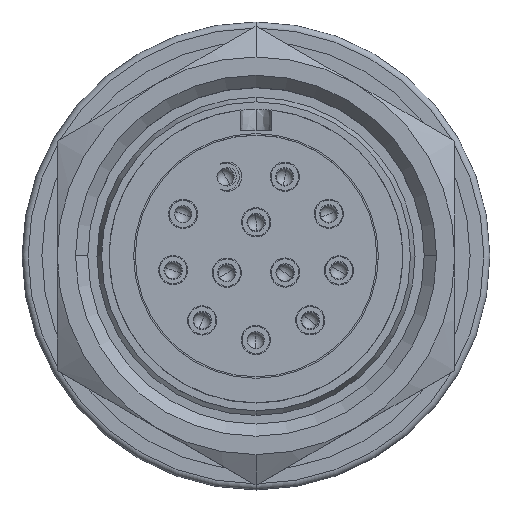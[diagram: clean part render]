
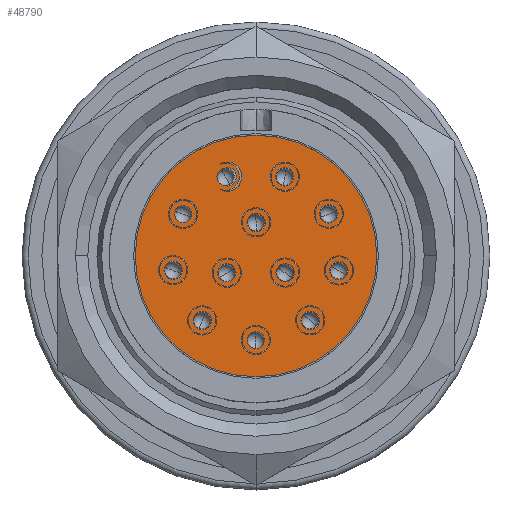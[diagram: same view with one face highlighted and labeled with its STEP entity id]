
A CAD part, top view. The second image highlights one B-rep face of the part: STEP entity #48790.
In plain terms, the highlighted planar face has unit normal (0, 0, -1).
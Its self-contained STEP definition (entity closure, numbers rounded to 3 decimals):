
#46350=CARTESIAN_POINT('',(-0.268,0.948,11.6));
#46360=VERTEX_POINT('',#46350);
#46540=CARTESIAN_POINT('',(0.252,1.248,11.6));
#46550=VERTEX_POINT('',#46540);
#46580=CARTESIAN_POINT('',(-0.008,1.098,11.6));
#46590=DIRECTION('',(0.,0.,1.));
#46600=DIRECTION('',(-0.866,-0.5,0.));
#46610=AXIS2_PLACEMENT_3D('',#46580,#46590,#46600);
#46620=CIRCLE('',#46610,0.3);
#46630=EDGE_CURVE('',#46550,#46360,#46620,.T.);
#46680=CARTESIAN_POINT('',(0.29,0.438,11.6));
#46690=DIRECTION('',(0.,0.,-1.));
#46700=DIRECTION('',(0.866,0.5,0.));
#46710=AXIS2_PLACEMENT_3D('',#46680,#46690,#46700);
#46720=PLANE('',#46710);
#46730=CARTESIAN_POINT('',(-0.009,0.,11.6
));
#46740=DIRECTION('',(0.,0.,-1.));
#46750=DIRECTION('',(0.866,0.5,0.));
#46760=AXIS2_PLACEMENT_3D('',#46730,#46740,#46750);
#46770=CIRCLE('',#46760,3.95);
#46780=CARTESIAN_POINT('',(3.412,1.975,11.6));
#46790=VERTEX_POINT('',#46780);
#46800=CARTESIAN_POINT('',(-3.43,-1.975,11.6));
#46810=VERTEX_POINT('',#46800);
#46820=EDGE_CURVE('',#46790,#46810,#46770,.T.);
#46830=ORIENTED_EDGE('',*,*,#46820,.T.);
#46840=EDGE_CURVE('',#46810,#46790,#46770,.T.);
#46850=ORIENTED_EDGE('',*,*,#46840,.T.);
#46860=EDGE_LOOP('',(#46850,#46830));
#46870=FACE_OUTER_BOUND('',#46860,.T.);
#46880=CARTESIAN_POINT('',(-0.014,-2.751,11.6));
#46890=DIRECTION('',(0.,0.,1.));
#46900=DIRECTION('',(0.017,-1.,0.));
#46910=AXIS2_PLACEMENT_3D('',#46880,#46890,#46900);
#46920=CIRCLE('',#46910,0.28);
#46930=CARTESIAN_POINT('',(-0.009,-3.031,11.6))
;
#46940=VERTEX_POINT('',#46930);
#46950=CARTESIAN_POINT('',(-0.019,-2.471,11.6));
#46960=VERTEX_POINT('',#46950);
#46970=EDGE_CURVE('',#46940,#46960,#46920,.T.);
#46980=ORIENTED_EDGE('',*,*,#46970,.T.);
#46990=CARTESIAN_POINT('',(-0.257,-2.891,11.6));
#47000=VERTEX_POINT('',#46990);
#47010=EDGE_CURVE('',#47000,#46940,#46920,.T.);
#47020=ORIENTED_EDGE('',*,*,#47010,.T.);
#47030=EDGE_CURVE('',#46960,#47000,#46920,.T.);
#47040=ORIENTED_EDGE('',*,*,#47030,.T.);
#47050=EDGE_LOOP('',(#47040,#47020,#46980));
#47060=FACE_BOUND('',#47050,.T.);
#47070=CARTESIAN_POINT('',(2.703,-0.478,11.6));
#47080=DIRECTION('',(0.,0.,1.));
#47090=DIRECTION('',(-0.866,-0.5,0.));
#47100=AXIS2_PLACEMENT_3D('',#47070,#47080,#47090);
#47110=CIRCLE('',#47100,0.3);
#47120=CARTESIAN_POINT('',(2.443,-0.628,11.6));
#47130=VERTEX_POINT('',#47120);
#47140=CARTESIAN_POINT('',(2.963,-0.328,11.6));
#47150=VERTEX_POINT('',#47140);
#47160=EDGE_CURVE('',#47130,#47150,#47110,.T.);
#47170=ORIENTED_EDGE('',*,*,#47160,.T.);
#47180=EDGE_CURVE('',#47150,#47130,#47110,.T.);
#47190=ORIENTED_EDGE('',*,*,#47180,.T.);
#47200=EDGE_LOOP('',(#47190,#47170));
#47210=FACE_BOUND('',#47200,.T.);
#47220=CARTESIAN_POINT('',(-2.718,-0.467,11.6));
#47230=DIRECTION('',(0.,0.,1.));
#47240=DIRECTION('',(-0.866,-0.5,0.));
#47250=AXIS2_PLACEMENT_3D('',#47220,#47230,#47240);
#47260=CIRCLE('',#47250,0.3);
#47270=CARTESIAN_POINT('',(-2.978,-0.617,11.6));
#47280=VERTEX_POINT('',#47270);
#47290=CARTESIAN_POINT('',(-2.459,-0.317,11.6));
#47300=VERTEX_POINT('',#47290);
#47310=EDGE_CURVE('',#47280,#47300,#47260,.T.);
#47320=ORIENTED_EDGE('',*,*,#47310,.T.);
#47330=EDGE_CURVE('',#47300,#47280,#47260,.T.);
#47340=ORIENTED_EDGE('',*,*,#47330,.T.);
#47350=EDGE_LOOP('',(#47340,#47320));
#47360=FACE_BOUND('',#47350,.T.);
#47370=CARTESIAN_POINT('',(1.762,-2.107,11.6));
#47380=DIRECTION('',(0.,0.,1.));
#47390=DIRECTION('',(-0.866,-0.5,0.));
#47400=AXIS2_PLACEMENT_3D('',#47370,#47380,#47390);
#47410=CIRCLE('',#47400,0.3);
#47420=CARTESIAN_POINT('',(1.502,-2.257,11.6));
#47430=VERTEX_POINT('',#47420);
#47440=CARTESIAN_POINT('',(2.021,-1.957,11.6));
#47450=VERTEX_POINT('',#47440);
#47460=EDGE_CURVE('',#47430,#47450,#47410,.T.);
#47470=ORIENTED_EDGE('',*,*,#47460,.T.);
#47480=EDGE_CURVE('',#47450,#47430,#47410,.T.);
#47490=ORIENTED_EDGE('',*,*,#47480,.T.);
#47500=EDGE_LOOP('',(#47490,#47470));
#47510=FACE_BOUND('',#47500,.T.);
#47520=CARTESIAN_POINT('',(-1.768,-2.113,11.6));
#47530=DIRECTION('',(0.,0.,1.));
#47540=DIRECTION('',(-0.866,-0.5,0.));
#47550=AXIS2_PLACEMENT_3D('',#47520,#47530,#47540);
#47560=CIRCLE('',#47550,0.3);
#47570=CARTESIAN_POINT('',(-2.028,-2.263,11.6));
#47580=VERTEX_POINT('',#47570);
#47590=CARTESIAN_POINT('',(-1.509,-1.963,11.6));
#47600=VERTEX_POINT('',#47590);
#47610=EDGE_CURVE('',#47580,#47600,#47560,.T.);
#47620=ORIENTED_EDGE('',*,*,#47610,.T.);
#47630=EDGE_CURVE('',#47600,#47580,#47560,.T.);
#47640=ORIENTED_EDGE('',*,*,#47630,.T.);
#47650=EDGE_LOOP('',(#47640,#47620));
#47660=FACE_BOUND('',#47650,.T.);
#47670=CARTESIAN_POINT('',(0.942,-0.548,11.6));
#47680=DIRECTION('',(0.,0.,1.));
#47690=DIRECTION('',(-0.866,-0.5,0.));
#47700=AXIS2_PLACEMENT_3D('',#47670,#47680,#47690);
#47710=CIRCLE('',#47700,0.3);
#47720=CARTESIAN_POINT('',(0.682,-0.698,11.6));
#47730=VERTEX_POINT('',#47720);
#47740=CARTESIAN_POINT('',(1.202,-0.398,11.6));
#47750=VERTEX_POINT('',#47740);
#47760=EDGE_CURVE('',#47730,#47750,#47710,.T.);
#47770=ORIENTED_EDGE('',*,*,#47760,.T.);
#47780=EDGE_CURVE('',#47750,#47730,#47710,.T.);
#47790=ORIENTED_EDGE('',*,*,#47780,.T.);
#47800=EDGE_LOOP('',(#47790,#47770));
#47810=FACE_BOUND('',#47800,.T.);
#47820=CARTESIAN_POINT('',(-0.962,-0.55,11.6));
#47830=DIRECTION('',(0.,0.,1.));
#47840=DIRECTION('',(-0.866,-0.5,0.));
#47850=AXIS2_PLACEMENT_3D('',#47820,#47830,#47840);
#47860=CIRCLE('',#47850,0.3);
#47870=CARTESIAN_POINT('',(-1.222,-0.7,11.6));
#47880=VERTEX_POINT('',#47870);
#47890=CARTESIAN_POINT('',(-0.702,-0.4,11.6));
#47900=VERTEX_POINT('',#47890);
#47910=EDGE_CURVE('',#47880,#47900,#47860,.T.);
#47920=ORIENTED_EDGE('',*,*,#47910,.T.);
#47930=EDGE_CURVE('',#47900,#47880,#47860,.T.);
#47940=ORIENTED_EDGE('',*,*,#47930,.T.);
#47950=EDGE_LOOP('',(#47940,#47920));
#47960=FACE_BOUND('',#47950,.T.);
#47970=CARTESIAN_POINT('',(-1.005,2.587,11.6));
#47980=DIRECTION('',(0.,0.,1.));
#47990=DIRECTION('',(-0.5,0.866,0.));
#48000=AXIS2_PLACEMENT_3D('',#47970,#47980,#47990);
#48010=CIRCLE('',#48000,0.28);
#48020=CARTESIAN_POINT('',(-1.079,2.857,11.6));
#48030=VERTEX_POINT('',#48020);
#48040=CARTESIAN_POINT('',(-1.145,2.829,11.6));
#48050=VERTEX_POINT('',#48040);
#48060=EDGE_CURVE('',#48030,#48050,#48010,.T.);
#48070=ORIENTED_EDGE('',*,*,#48060,.T.);
#48080=CARTESIAN_POINT('',(-0.948,2.587,11.6));
#48090=DIRECTION('',(0.,0.,1.));
#48100=DIRECTION('',(-0.866,-0.5,0.));
#48110=AXIS2_PLACEMENT_3D('',#48080,#48090,#48100);
#48120=CIRCLE('',#48110,0.3);
#48130=CARTESIAN_POINT('',(-0.689,2.737,11.6));
#48140=VERTEX_POINT('',#48130);
#48150=EDGE_CURVE('',#48140,#48030,#48120,.T.);
#48160=ORIENTED_EDGE('',*,*,#48150,.T.);
#48170=CARTESIAN_POINT('',(-1.079,2.317,11.6));
#48180=VERTEX_POINT('',#48170);
#48190=EDGE_CURVE('',#48180,#48140,#48120,.T.);
#48200=ORIENTED_EDGE('',*,*,#48190,.T.);
#48210=EDGE_CURVE('',#48050,#48180,#48010,.T.);
#48220=ORIENTED_EDGE('',*,*,#48210,.T.);
#48230=EDGE_LOOP('',(#48220,#48200,#48160,#48070));
#48240=FACE_BOUND('',#48230,.T.);
#48250=CARTESIAN_POINT('',(2.372,1.375,11.6));
#48260=DIRECTION('',(0.,0.,1.));
#48270=DIRECTION('',(-0.866,-0.5,0.));
#48280=AXIS2_PLACEMENT_3D('',#48250,#48260,#48270);
#48290=CIRCLE('',#48280,0.3);
#48300=CARTESIAN_POINT('',(2.113,1.225,11.6));
#48310=VERTEX_POINT('',#48300);
#48320=CARTESIAN_POINT('',(2.632,1.525,11.6));
#48330=VERTEX_POINT('',#48320);
#48340=EDGE_CURVE('',#48310,#48330,#48290,.T.);
#48350=ORIENTED_EDGE('',*,*,#48340,.T.);
#48360=EDGE_CURVE('',#48330,#48310,#48290,.T.);
#48370=ORIENTED_EDGE('',*,*,#48360,.T.);
#48380=EDGE_LOOP('',(#48370,#48350));
#48390=FACE_BOUND('',#48380,.T.);
#48400=CARTESIAN_POINT('',(-2.394,1.371,11.6));
#48410=DIRECTION('',(0.,0.,1.));
#48420=DIRECTION('',(-0.94,0.342,0.));
#48430=AXIS2_PLACEMENT_3D('',#48400,#48410,#48420);
#48440=CIRCLE('',#48430,0.28);
#48450=CARTESIAN_POINT('',(-2.131,1.275,11.6));
#48460=VERTEX_POINT('',#48450);
#48470=CARTESIAN_POINT('',(-2.657,1.467,11.6));
#48480=VERTEX_POINT('',#48470);
#48490=EDGE_CURVE('',#48460,#48480,#48440,.T.);
#48500=ORIENTED_EDGE('',*,*,#48490,.T.);
#48510=CARTESIAN_POINT('',(-2.637,1.231,11.6));
#48520=VERTEX_POINT('',#48510);
#48530=EDGE_CURVE('',#48520,#48460,#48440,.T.);
#48540=ORIENTED_EDGE('',*,*,#48530,.T.);
#48550=EDGE_CURVE('',#48480,#48520,#48440,.T.);
#48560=ORIENTED_EDGE('',*,*,#48550,.T.);
#48570=EDGE_LOOP('',(#48560,#48540,#48500));
#48580=FACE_BOUND('',#48570,.T.);
#48590=CARTESIAN_POINT('',(0.933,2.588,11.6));
#48600=DIRECTION('',(0.,0.,1.));
#48610=DIRECTION('',(-0.866,-0.5,0.));
#48620=AXIS2_PLACEMENT_3D('',#48590,#48600,#48610);
#48630=CIRCLE('',#48620,0.3);
#48640=CARTESIAN_POINT('',(0.673,2.438,11.6));
#48650=VERTEX_POINT('',#48640);
#48660=CARTESIAN_POINT('',(1.193,2.738,11.6));
#48670=VERTEX_POINT('',#48660);
#48680=EDGE_CURVE('',#48650,#48670,#48630,.T.);
#48690=ORIENTED_EDGE('',*,*,#48680,.T.);
#48700=EDGE_CURVE('',#48670,#48650,#48630,.T.);
#48710=ORIENTED_EDGE('',*,*,#48700,.T.);
#48720=EDGE_LOOP('',(#48710,#48690));
#48730=FACE_BOUND('',#48720,.T.);
#48740=EDGE_CURVE('',#46360,#46550,#46620,.T.);
#48750=ORIENTED_EDGE('',*,*,#48740,.T.);
#48760=ORIENTED_EDGE('',*,*,#46630,.T.);
#48770=EDGE_LOOP('',(#48760,#48750));
#48780=FACE_BOUND('',#48770,.T.);
#48790=ADVANCED_FACE('',(#46870,#47060,#47210,#47360,#47510,#47660,
#47810,#47960,#48240,#48390,#48580,#48730,#48780),#46720,.T.);
